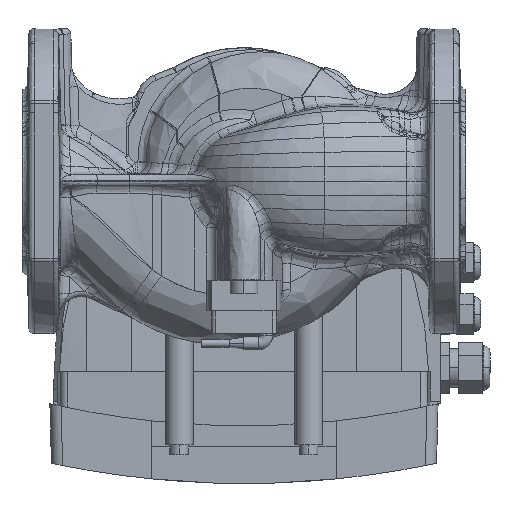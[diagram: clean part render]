
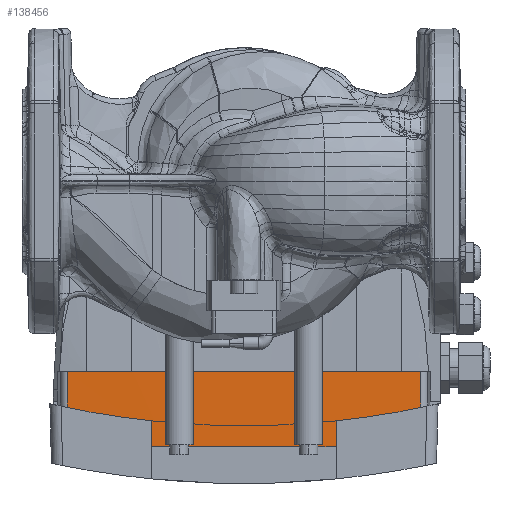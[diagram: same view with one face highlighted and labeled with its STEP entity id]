
A CAD part, left-side view. The second image highlights one B-rep face of the part: STEP entity #138456.
In plain terms, the highlighted cylindrical face has radius 4883 mm (diameter 9766 mm), a partial arc.
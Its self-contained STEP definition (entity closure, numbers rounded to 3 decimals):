
#2558 = DIRECTION ( 'NONE',  ( 0., 0., -1. ) ) ;
#2559 = CYLINDRICAL_SURFACE ( 'NONE', #16950, 4883. ) ;
#2560 = FACE_OUTER_BOUND ( 'NONE', #104873, .T. ) ;
#2564 = CARTESIAN_POINT ( 'NONE',  ( 4983., 0., -119. ) ) ;
#2565 = DIRECTION ( 'NONE',  ( 1., 0., 0. ) ) ;
#16950 = AXIS2_PLACEMENT_3D ( 'NONE', #2564, #2558, #2565 ) ;
#81136 = ORIENTED_EDGE ( 'NONE', *, *, #125530, .F. ) ;
#81139 = ORIENTED_EDGE ( 'NONE', *, *, #125584, .T. ) ;
#81143 = ORIENTED_EDGE ( 'NONE', *, *, #125582, .T. ) ;
#81147 = ORIENTED_EDGE ( 'NONE', *, *, #125589, .T. ) ;
#81149 = ORIENTED_EDGE ( 'NONE', *, *, #125541, .F. ) ;
#81153 = ORIENTED_EDGE ( 'NONE', *, *, #125587, .F. ) ;
#81156 = ORIENTED_EDGE ( 'NONE', *, *, #125595, .T. ) ;
#81160 = ORIENTED_EDGE ( 'NONE', *, *, #125593, .F. ) ;
#81163 = ORIENTED_EDGE ( 'NONE', *, *, #125601, .F. ) ;
#81167 = ORIENTED_EDGE ( 'NONE', *, *, #125599, .T. ) ;
#81170 = ORIENTED_EDGE ( 'NONE', *, *, #125606, .F. ) ;
#81173 = ORIENTED_EDGE ( 'NONE', *, *, #125603, .F. ) ;
#104873 = EDGE_LOOP ( 'NONE', ( #81136, #81139, #81143, #81147, #81149, #81153, #81156, #81160, #81163, #81167, #81170, #81173 ) ) ;
#116726 = AXIS2_PLACEMENT_3D ( 'NONE', #143201, #143202, #143203 ) ;
#116731 = AXIS2_PLACEMENT_3D ( 'NONE', #143193, #143194, #143195 ) ;
#116732 = CIRCLE ( 'NONE', #116726, 4883. ) ;
#116734 = CIRCLE ( 'NONE', #116731, 4883. ) ;
#116737 = AXIS2_PLACEMENT_3D ( 'NONE', #143188, #143189, #143190 ) ;
#116739 = VECTOR ( 'NONE', #143191, 1000. ) ;
#116741 = VECTOR ( 'NONE', #143197, 1000. ) ;
#116743 = VECTOR ( 'NONE', #143186, 1000. ) ;
#116744 = VECTOR ( 'NONE', #143182, 1000. ) ;
#116746 = VECTOR ( 'NONE', #143179, 1000. ) ;
#116749 = CIRCLE ( 'NONE', #116737, 4883. ) ;
#116751 = VECTOR ( 'NONE', #143176, 1000. ) ;
#116753 = CIRCLE ( 'NONE', #116755, 4883. ) ;
#116755 = AXIS2_PLACEMENT_3D ( 'NONE', #143173, #143174, #143175 ) ;
#116763 = AXIS2_PLACEMENT_3D ( 'NONE', #142917, #142918, #142919 ) ;
#116766 = CIRCLE ( 'NONE', #116763, 4883. ) ;
#116769 = AXIS2_PLACEMENT_3D ( 'NONE', #142906, #142907, #142908 ) ;
#116772 = CIRCLE ( 'NONE', #116769, 4883. ) ;
#125530 = EDGE_CURVE ( 'NONE', #148508, #148504, #116772, .T. ) ;
#125541 = EDGE_CURVE ( 'NONE', #148638, #148496, #116766, .T. ) ;
#125582 = EDGE_CURVE ( 'NONE', #148506, #148453, #116753, .T. ) ;
#125584 = EDGE_CURVE ( 'NONE', #148508, #148506, #143172, .T. ) ;
#125587 = EDGE_CURVE ( 'NONE', #148472, #148638, #143177, .T. ) ;
#125589 = EDGE_CURVE ( 'NONE', #148453, #148496, #143180, .T. ) ;
#125593 = EDGE_CURVE ( 'NONE', #148459, #148447, #143183, .T. ) ;
#125595 = EDGE_CURVE ( 'NONE', #148472, #148447, #116749, .T. ) ;
#125599 = EDGE_CURVE ( 'NONE', #148460, #148440, #143184, .T. ) ;
#125601 = EDGE_CURVE ( 'NONE', #148460, #148459, #116734, .T. ) ;
#125603 = EDGE_CURVE ( 'NONE', #148504, #148455, #143192, .T. ) ;
#125606 = EDGE_CURVE ( 'NONE', #148455, #148440, #116732, .T. ) ;
#138456 = ADVANCED_FACE ( 'NONE', ( #2560 ), #2559, .T. ) ;
#142906 = CARTESIAN_POINT ( 'NONE',  ( 4983., 0., -103. ) ) ;
#142907 = DIRECTION ( 'NONE',  ( 0., 0., 1. ) ) ;
#142908 = DIRECTION ( 'NONE',  ( -1., 0., 0. ) ) ;
#142917 = CARTESIAN_POINT ( 'NONE',  ( 4983., 0., -103. ) ) ;
#142918 = DIRECTION ( 'NONE',  ( 0., 0., 1. ) ) ;
#142919 = DIRECTION ( 'NONE',  ( -1., 0., 0. ) ) ;
#143152 = CARTESIAN_POINT ( 'NONE',  ( 100.185, -42.5, -119. ) ) ;
#143171 = CARTESIAN_POINT ( 'NONE',  ( 100.934, 95.489, -119. ) ) ;
#143172 = LINE ( 'NONE', #143152, #116751 ) ;
#143173 = CARTESIAN_POINT ( 'NONE',  ( 4983., 0., -142.5 ) ) ;
#143174 = DIRECTION ( 'NONE',  ( 0., 0., -1. ) ) ;
#143175 = DIRECTION ( 'NONE',  ( -1., 0., 0. ) ) ;
#143176 = DIRECTION ( 'NONE',  ( 0., 0., -1. ) ) ;
#143177 = LINE ( 'NONE', #143178, #116746 ) ;
#143178 = CARTESIAN_POINT ( 'NONE',  ( 100.077, 27.5, -119. ) ) ;
#143179 = DIRECTION ( 'NONE',  ( 0., 0., 1. ) ) ;
#143180 = LINE ( 'NONE', #143181, #116744 ) ;
#143181 = CARTESIAN_POINT ( 'NONE',  ( 100.077, -27.5, -119. ) ) ;
#143182 = DIRECTION ( 'NONE',  ( 0., 0., 1. ) ) ;
#143183 = LINE ( 'NONE', #143185, #116743 ) ;
#143184 = LINE ( 'NONE', #143171, #116739 ) ;
#143185 = CARTESIAN_POINT ( 'NONE',  ( 100.185, 42.5, -119. ) ) ;
#143186 = DIRECTION ( 'NONE',  ( 0., 0., -1. ) ) ;
#143187 = CARTESIAN_POINT ( 'NONE',  ( 100.934, -95.489, -119. ) ) ;
#143188 = CARTESIAN_POINT ( 'NONE',  ( 4983., 0., -142.5 ) ) ;
#143189 = DIRECTION ( 'NONE',  ( 0., 0., -1. ) ) ;
#143190 = DIRECTION ( 'NONE',  ( -1., 0., 0. ) ) ;
#143191 = DIRECTION ( 'NONE',  ( 0., 0., -1. ) ) ;
#143192 = LINE ( 'NONE', #143187, #116741 ) ;
#143193 = CARTESIAN_POINT ( 'NONE',  ( 4983., 0., -103. ) ) ;
#143194 = DIRECTION ( 'NONE',  ( 0., 0., 1. ) ) ;
#143195 = DIRECTION ( 'NONE',  ( -1., 0., 0. ) ) ;
#143197 = DIRECTION ( 'NONE',  ( 0., 0., -1. ) ) ;
#143201 = CARTESIAN_POINT ( 'NONE',  ( 4983., 0., -143.5 ) ) ;
#143202 = DIRECTION ( 'NONE',  ( 0., 0., -1. ) ) ;
#143203 = DIRECTION ( 'NONE',  ( -1., 0., 0. ) ) ;
#148440 = VERTEX_POINT ( 'NONE', #173144 ) ;
#148447 = VERTEX_POINT ( 'NONE', #173166 ) ;
#148453 = VERTEX_POINT ( 'NONE', #173145 ) ;
#148455 = VERTEX_POINT ( 'NONE', #173169 ) ;
#148459 = VERTEX_POINT ( 'NONE', #173146 ) ;
#148460 = VERTEX_POINT ( 'NONE', #173171 ) ;
#148472 = VERTEX_POINT ( 'NONE', #173176 ) ;
#148496 = VERTEX_POINT ( 'NONE', #173188 ) ;
#148504 = VERTEX_POINT ( 'NONE', #173192 ) ;
#148506 = VERTEX_POINT ( 'NONE', #173193 ) ;
#148508 = VERTEX_POINT ( 'NONE', #173194 ) ;
#148638 = VERTEX_POINT ( 'NONE', #173262 ) ;
#173144 = CARTESIAN_POINT ( 'NONE',  ( 100.934, 95.489, -143.5 ) ) ;
#173145 = CARTESIAN_POINT ( 'NONE',  ( 100.077, -27.5, -142.5 ) ) ;
#173146 = CARTESIAN_POINT ( 'NONE',  ( 100.185, 42.5, -103. ) ) ;
#173166 = CARTESIAN_POINT ( 'NONE',  ( 100.185, 42.5, -142.5 ) ) ;
#173169 = CARTESIAN_POINT ( 'NONE',  ( 100.934, -95.489, -143.5 ) ) ;
#173171 = CARTESIAN_POINT ( 'NONE',  ( 100.934, 95.489, -103. ) ) ;
#173176 = CARTESIAN_POINT ( 'NONE',  ( 100.077, 27.5, -142.5 ) ) ;
#173188 = CARTESIAN_POINT ( 'NONE',  ( 100.077, -27.5, -103. ) ) ;
#173192 = CARTESIAN_POINT ( 'NONE',  ( 100.934, -95.489, -103. ) ) ;
#173193 = CARTESIAN_POINT ( 'NONE',  ( 100.185, -42.5, -142.5 ) ) ;
#173194 = CARTESIAN_POINT ( 'NONE',  ( 100.185, -42.5, -103. ) ) ;
#173262 = CARTESIAN_POINT ( 'NONE',  ( 100.077, 27.5, -103. ) ) ;
